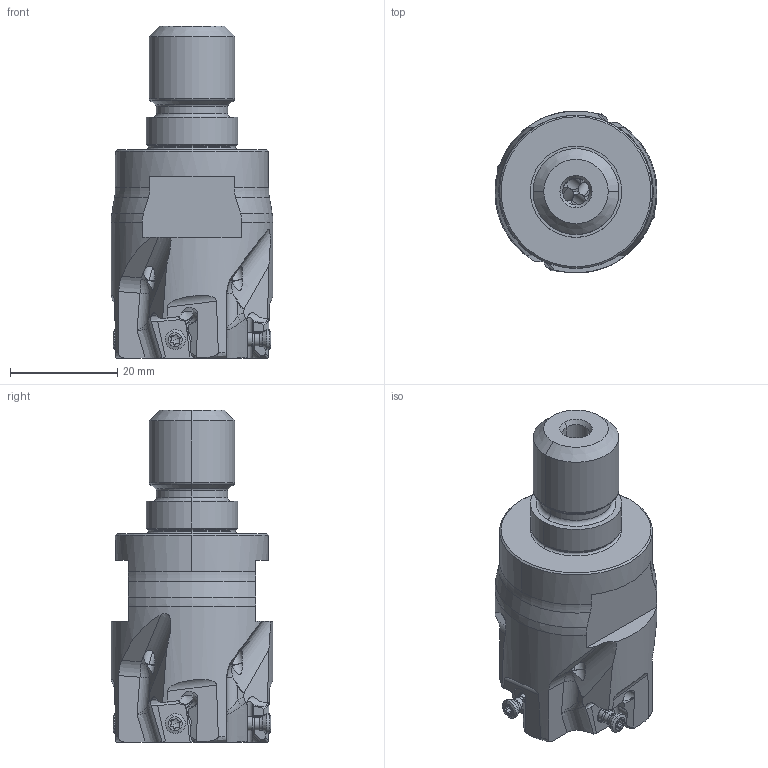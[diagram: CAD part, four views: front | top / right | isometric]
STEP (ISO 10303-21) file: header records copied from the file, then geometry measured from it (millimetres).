
FILE_DESCRIPTION(/* description */ (''),/* implementation_level */ '2;1');
FILE_NAME(/* name */ 'VPX200UR2004AM1640.stp',/* time_stamp */ '2021-09-08T11:38:31+09:00',/* author */ (''),/* organization */ (''),/* preprocessor_version */ 'ST-DEVELOPER v16',/* originating_system */ 'SIEMENS PLM Software NX 10.0',/* authorisation */ '');
FILE_SCHEMA (('AUTOMOTIVE_DESIGN { 1 0 10303 214 3 1 1 1 }'));
Length unit declared in the file: millimetre
Products named in the file (1): VPX200UR2004AM1640_ASM
Bounding box: 30.15 x 30.15 x 61.8 mm (x, y, z)
Volume: 26401.2 mm3; surface area: 8159 mm2
Topology: 5 solids, 5 shells, 461 faces, 1340 edges, 881 vertices
Faces by surface type: cylinder 188, plane 115, cone 72, torus 40, bspline 22, extrusion 16, sphere 8
Entity records: 21290 total; most frequent: CARTESIAN_POINT 9307, ORIENTED_EDGE 2624, DIRECTION 2376, EDGE_CURVE 1312, AXIS2_PLACEMENT_3D 965, VERTEX_POINT 874, EDGE_LOOP 482, ADVANCED_FACE 461
